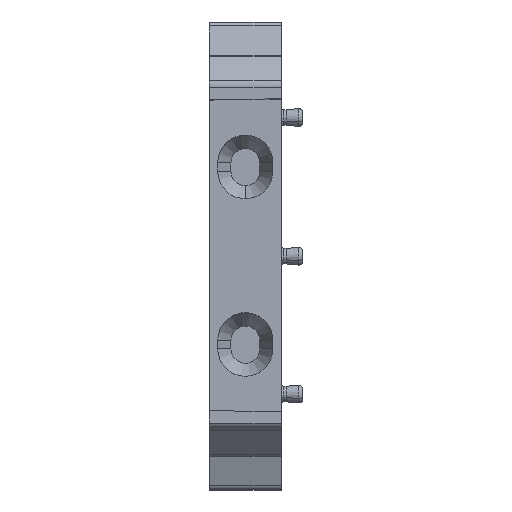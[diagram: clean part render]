
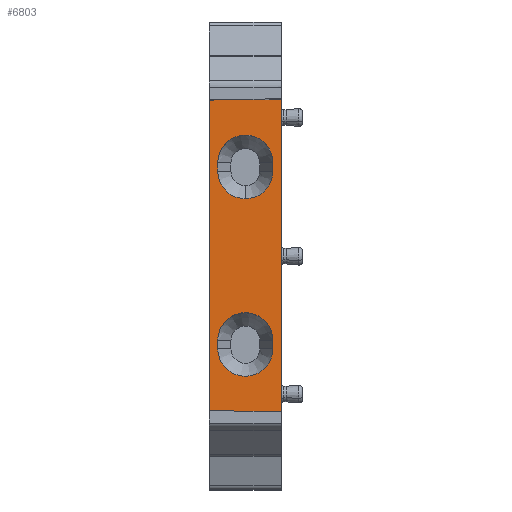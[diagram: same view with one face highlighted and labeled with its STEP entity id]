
A CAD part, top view. The second image highlights one B-rep face of the part: STEP entity #6803.
In plain terms, the highlighted planar face has unit normal (0, 0, 1).
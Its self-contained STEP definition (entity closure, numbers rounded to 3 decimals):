
#3880=AXIS2_PLACEMENT_3D('Circle Axis2P3D',#3878,#3879,$) ;
#3887=AXIS2_PLACEMENT_3D('Circle Axis2P3D',#3885,#3886,$) ;
#3957=AXIS2_PLACEMENT_3D('Circle Axis2P3D',#3955,#3956,$) ;
#4014=AXIS2_PLACEMENT_3D('Circle Axis2P3D',#4012,#4013,$) ;
#4045=AXIS2_PLACEMENT_3D('Circle Axis2P3D',#4043,#4044,$) ;
#4073=AXIS2_PLACEMENT_3D('Circle Axis2P3D',#4071,#4072,$) ;
#5538=AXIS2_PLACEMENT_3D('Circle Axis2P3D',#5536,#5537,$) ;
#5569=AXIS2_PLACEMENT_3D('Circle Axis2P3D',#5567,#5568,$) ;
#6774=AXIS2_PLACEMENT_3D('Plane Axis2P3D',#6771,#6772,#6773) ;
#1265=CARTESIAN_POINT('Vertex',(0.,6.526,51.4)) ;
#1268=CARTESIAN_POINT('Line Origine',(0.,19.5,51.4)) ;
#1272=CARTESIAN_POINT('Vertex',(0.,32.474,51.4)) ;
#3049=CARTESIAN_POINT('Line Origine',(3.,6.5,51.4)) ;
#3053=CARTESIAN_POINT('Vertex',(6.,6.474,51.4)) ;
#3143=CARTESIAN_POINT('Vertex',(6.,32.526,51.4)) ;
#3207=CARTESIAN_POINT('Line Origine',(3.,32.5,51.4)) ;
#3875=CARTESIAN_POINT('Vertex',(5.3,12.45,51.4)) ;
#3878=CARTESIAN_POINT('Axis2P3D Location',(3.,12.45,51.4)) ;
#3882=CARTESIAN_POINT('Vertex',(3.,14.75,51.4)) ;
#3885=CARTESIAN_POINT('Axis2P3D Location',(3.,12.45,51.4)) ;
#3889=CARTESIAN_POINT('Vertex',(0.7,12.45,51.4)) ;
#3910=CARTESIAN_POINT('Line Origine',(0.7,12.1,51.4)) ;
#3914=CARTESIAN_POINT('Vertex',(0.7,11.75,51.4)) ;
#3947=CARTESIAN_POINT('Vertex',(3.,9.45,51.4)) ;
#3955=CARTESIAN_POINT('Axis2P3D Location',(3.,11.75,51.4)) ;
#3978=CARTESIAN_POINT('Vertex',(5.3,26.55,51.4)) ;
#3981=CARTESIAN_POINT('Line Origine',(5.3,26.9,51.4)) ;
#3985=CARTESIAN_POINT('Vertex',(5.3,27.25,51.4)) ;
#4012=CARTESIAN_POINT('Axis2P3D Location',(3.,27.25,51.4)) ;
#4016=CARTESIAN_POINT('Vertex',(3.,29.55,51.4)) ;
#4043=CARTESIAN_POINT('Axis2P3D Location',(3.,26.55,51.4)) ;
#4047=CARTESIAN_POINT('Vertex',(3.,24.25,51.4)) ;
#4068=CARTESIAN_POINT('Vertex',(0.7,26.55,51.4)) ;
#4071=CARTESIAN_POINT('Axis2P3D Location',(3.,26.55,51.4)) ;
#5521=CARTESIAN_POINT('Vertex',(0.7,27.25,51.4)) ;
#5524=CARTESIAN_POINT('Line Origine',(0.7,26.9,51.4)) ;
#5536=CARTESIAN_POINT('Axis2P3D Location',(3.,27.25,51.4)) ;
#5552=CARTESIAN_POINT('Vertex',(5.3,11.75,51.4)) ;
#5555=CARTESIAN_POINT('Line Origine',(5.3,12.1,51.4)) ;
#5567=CARTESIAN_POINT('Axis2P3D Location',(3.,11.75,51.4)) ;
#6771=CARTESIAN_POINT('Axis2P3D Location',(6.,6.474,51.4)) ;
#6776=CARTESIAN_POINT('Line Origine',(6.,19.5,51.4)) ;
#1269=DIRECTION('Vector Direction',(0.,-1.,0.)) ;
#3050=DIRECTION('Vector Direction',(-1.,0.009,0.)) ;
#3208=DIRECTION('Vector Direction',(-1.,-0.009,0.)) ;
#3879=DIRECTION('Axis2P3D Direction',(0.,0.,1.)) ;
#3886=DIRECTION('Axis2P3D Direction',(0.,0.,1.)) ;
#3911=DIRECTION('Vector Direction',(0.,1.,0.)) ;
#3956=DIRECTION('Axis2P3D Direction',(0.,0.,-1.)) ;
#3982=DIRECTION('Vector Direction',(0.,-1.,0.)) ;
#4013=DIRECTION('Axis2P3D Direction',(0.,0.,1.)) ;
#4044=DIRECTION('Axis2P3D Direction',(0.,0.,-1.)) ;
#4072=DIRECTION('Axis2P3D Direction',(0.,0.,-1.)) ;
#5525=DIRECTION('Vector Direction',(0.,1.,0.)) ;
#5537=DIRECTION('Axis2P3D Direction',(0.,0.,1.)) ;
#5556=DIRECTION('Vector Direction',(0.,-1.,0.)) ;
#5568=DIRECTION('Axis2P3D Direction',(0.,0.,-1.)) ;
#6772=DIRECTION('Axis2P3D Direction',(0.,0.,1.)) ;
#6773=DIRECTION('Axis2P3D XDirection',(0.,1.,0.)) ;
#6777=DIRECTION('Vector Direction',(0.,1.,0.)) ;
#1270=VECTOR('Line Direction',#1269,1.) ;
#3051=VECTOR('Line Direction',#3050,1.) ;
#3209=VECTOR('Line Direction',#3208,1.) ;
#3912=VECTOR('Line Direction',#3911,1.) ;
#3983=VECTOR('Line Direction',#3982,1.) ;
#5526=VECTOR('Line Direction',#5525,1.) ;
#5557=VECTOR('Line Direction',#5556,1.) ;
#6778=VECTOR('Line Direction',#6777,1.) ;
#6782=ORIENTED_EDGE('',*,*,#3211,.T.) ;
#6783=ORIENTED_EDGE('',*,*,#1274,.T.) ;
#6784=ORIENTED_EDGE('',*,*,#3055,.T.) ;
#6785=ORIENTED_EDGE('',*,*,#6780,.F.) ;
#6788=ORIENTED_EDGE('',*,*,#3959,.T.) ;
#6789=ORIENTED_EDGE('',*,*,#3916,.T.) ;
#6790=ORIENTED_EDGE('',*,*,#3891,.F.) ;
#6791=ORIENTED_EDGE('',*,*,#3884,.T.) ;
#6792=ORIENTED_EDGE('',*,*,#5559,.F.) ;
#6793=ORIENTED_EDGE('',*,*,#5571,.F.) ;
#6796=ORIENTED_EDGE('',*,*,#4049,.F.) ;
#6797=ORIENTED_EDGE('',*,*,#4075,.T.) ;
#6798=ORIENTED_EDGE('',*,*,#5528,.F.) ;
#6799=ORIENTED_EDGE('',*,*,#5540,.F.) ;
#6800=ORIENTED_EDGE('',*,*,#4018,.T.) ;
#6801=ORIENTED_EDGE('',*,*,#3987,.T.) ;
#6794=FACE_BOUND('',#6787,.T.) ;
#6802=FACE_BOUND('',#6795,.T.) ;
#6803=ADVANCED_FACE('WTA_8_TN-KO',(#6786,#6794,#6802),#6775,.T.) ;
#3881=CIRCLE('generated circle',#3880,2.3) ;
#3888=CIRCLE('generated circle',#3887,2.3) ;
#3958=CIRCLE('generated circle',#3957,2.3) ;
#4015=CIRCLE('generated circle',#4014,2.3) ;
#4046=CIRCLE('generated circle',#4045,2.3) ;
#4074=CIRCLE('generated circle',#4073,2.3) ;
#5539=CIRCLE('generated circle',#5538,2.3) ;
#5570=CIRCLE('generated circle',#5569,2.3) ;
#1274=EDGE_CURVE('',#1273,#1266,#1271,.T.) ;
#3055=EDGE_CURVE('',#1266,#3054,#3052,.F.) ;
#3211=EDGE_CURVE('',#3144,#1273,#3210,.T.) ;
#3884=EDGE_CURVE('',#3883,#3876,#3881,.F.) ;
#3891=EDGE_CURVE('',#3883,#3890,#3888,.T.) ;
#3916=EDGE_CURVE('',#3915,#3890,#3913,.T.) ;
#3959=EDGE_CURVE('',#3948,#3915,#3958,.T.) ;
#3987=EDGE_CURVE('',#3986,#3979,#3984,.T.) ;
#4018=EDGE_CURVE('',#4017,#3986,#4015,.F.) ;
#4049=EDGE_CURVE('',#4048,#3979,#4046,.F.) ;
#4075=EDGE_CURVE('',#4048,#4069,#4074,.T.) ;
#5528=EDGE_CURVE('',#5522,#4069,#5527,.F.) ;
#5540=EDGE_CURVE('',#4017,#5522,#5539,.T.) ;
#5559=EDGE_CURVE('',#5553,#3876,#5558,.F.) ;
#5571=EDGE_CURVE('',#3948,#5553,#5570,.F.) ;
#6780=EDGE_CURVE('',#3144,#3054,#6779,.F.) ;
#6781=EDGE_LOOP('',(#6782,#6783,#6784,#6785)) ;
#6787=EDGE_LOOP('',(#6788,#6789,#6790,#6791,#6792,#6793)) ;
#6795=EDGE_LOOP('',(#6796,#6797,#6798,#6799,#6800,#6801)) ;
#6786=FACE_OUTER_BOUND('',#6781,.T.) ;
#1271=LINE('Line',#1268,#1270) ;
#3052=LINE('Line',#3049,#3051) ;
#3210=LINE('Line',#3207,#3209) ;
#3913=LINE('Line',#3910,#3912) ;
#3984=LINE('Line',#3981,#3983) ;
#5527=LINE('Line',#5524,#5526) ;
#5558=LINE('Line',#5555,#5557) ;
#6779=LINE('Line',#6776,#6778) ;
#6775=PLANE('',#6774) ;
#1266=VERTEX_POINT('',#1265) ;
#1273=VERTEX_POINT('',#1272) ;
#3054=VERTEX_POINT('',#3053) ;
#3144=VERTEX_POINT('',#3143) ;
#3876=VERTEX_POINT('',#3875) ;
#3883=VERTEX_POINT('',#3882) ;
#3890=VERTEX_POINT('',#3889) ;
#3915=VERTEX_POINT('',#3914) ;
#3948=VERTEX_POINT('',#3947) ;
#3979=VERTEX_POINT('',#3978) ;
#3986=VERTEX_POINT('',#3985) ;
#4017=VERTEX_POINT('',#4016) ;
#4048=VERTEX_POINT('',#4047) ;
#4069=VERTEX_POINT('',#4068) ;
#5522=VERTEX_POINT('',#5521) ;
#5553=VERTEX_POINT('',#5552) ;
